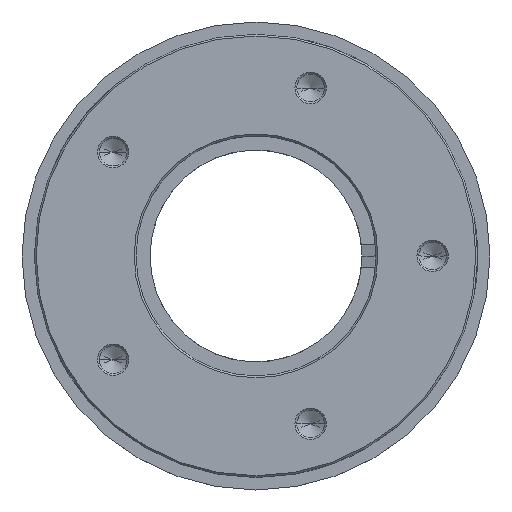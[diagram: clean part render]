
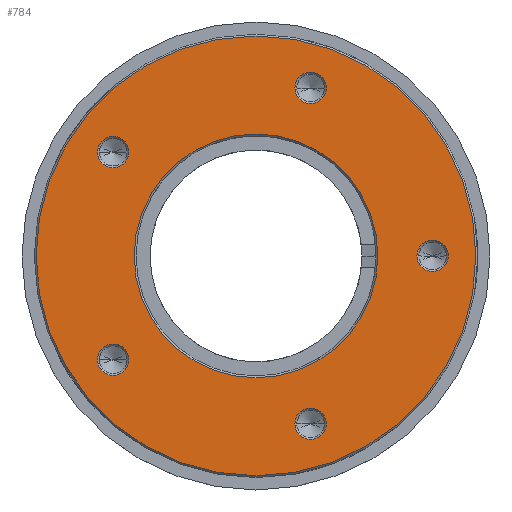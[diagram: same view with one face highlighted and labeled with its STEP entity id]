
A CAD part, top view. The second image highlights one B-rep face of the part: STEP entity #784.
In plain terms, the highlighted planar face has unit normal (0, 0, 1).
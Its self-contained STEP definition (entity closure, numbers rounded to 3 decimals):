
#12 = EDGE_LOOP ( 'NONE', ( #2879, #2793 ) ) ;
#37 = CARTESIAN_POINT ( 'NONE',  ( 0., 0., 7.5 ) ) ;
#51 = AXIS2_PLACEMENT_3D ( 'NONE', #1353, #1077, #2177 ) ;
#74 = EDGE_CURVE ( 'NONE', #3346, #3078, #2620, .T. ) ;
#76 = DIRECTION ( 'NONE',  ( 0., 0., -1. ) ) ;
#86 = CARTESIAN_POINT ( 'NONE',  ( -14.405, 11.756, 7.5 ) ) ;
#96 = DIRECTION ( 'NONE',  ( 1., 0., 0. ) ) ;
#115 = ORIENTED_EDGE ( 'NONE', *, *, #1240, .T. ) ;
#125 = DIRECTION ( 'NONE',  ( 0., 0., -1. ) ) ;
#128 = VERTEX_POINT ( 'NONE', #1375 ) ;
#131 = VERTEX_POINT ( 'NONE', #835 ) ;
#148 = DIRECTION ( 'NONE',  ( 0., 0., -1. ) ) ;
#176 = DIRECTION ( 'NONE',  ( 0., 0., -1. ) ) ;
#294 = VERTEX_POINT ( 'NONE', #86 ) ;
#297 = EDGE_CURVE ( 'NONE', #128, #3186, #2906, .T. ) ;
#310 = EDGE_LOOP ( 'NONE', ( #1956, #2989 ) ) ;
#317 = EDGE_CURVE ( 'NONE', #2107, #1106, #962, .T. ) ;
#331 = CIRCLE ( 'NONE', #1945, 1.775 ) ;
#335 = EDGE_CURVE ( 'NONE', #489, #2188, #3316, .T. ) ;
#439 = DIRECTION ( 'NONE',  ( 0., 0., 1. ) ) ;
#489 = VERTEX_POINT ( 'NONE', #2737 ) ;
#555 = EDGE_CURVE ( 'NONE', #294, #1614, #3090, .T. ) ;
#590 = EDGE_CURVE ( 'NONE', #131, #1052, #331, .T. ) ;
#600 = FACE_BOUND ( 'NONE', #3143, .T. ) ;
#604 = CARTESIAN_POINT ( 'NONE',  ( -14.405, -11.756, 7.5 ) ) ;
#615 = EDGE_LOOP ( 'NONE', ( #2432, #882 ) ) ;
#629 = CIRCLE ( 'NONE', #1899, 24.9 ) ;
#712 = DIRECTION ( 'NONE',  ( 0., 0., -1. ) ) ;
#784 = ADVANCED_FACE ( 'NONE', ( #1648, #821, #2206, #1922, #1414, #600, #2729 ), #837, .T. ) ;
#821 = FACE_BOUND ( 'NONE', #12, .T. ) ;
#835 = CARTESIAN_POINT ( 'NONE',  ( 7.955, 19.021, 7.5 ) ) ;
#837 = PLANE ( 'NONE',  #1722 ) ;
#849 = AXIS2_PLACEMENT_3D ( 'NONE', #2318, #176, #2052 ) ;
#882 = ORIENTED_EDGE ( 'NONE', *, *, #1858, .T. ) ;
#887 = DIRECTION ( 'NONE',  ( 1., 0., 0. ) ) ;
#903 = DIRECTION ( 'NONE',  ( 1., 0., 0. ) ) ;
#910 = EDGE_CURVE ( 'NONE', #2188, #489, #1951, .T. ) ;
#913 = EDGE_CURVE ( 'NONE', #3078, #3346, #1087, .T. ) ;
#962 = CIRCLE ( 'NONE', #849, 1.775 ) ;
#1052 = VERTEX_POINT ( 'NONE', #1107 ) ;
#1073 = CARTESIAN_POINT ( 'NONE',  ( 0., 0., 7.5 ) ) ;
#1076 = AXIS2_PLACEMENT_3D ( 'NONE', #3296, #2708, #2413 ) ;
#1077 = DIRECTION ( 'NONE',  ( 0., 0., -1. ) ) ;
#1079 = AXIS2_PLACEMENT_3D ( 'NONE', #3419, #125, #2352 ) ;
#1087 = CIRCLE ( 'NONE', #3492, 1.775 ) ;
#1106 = VERTEX_POINT ( 'NONE', #1124 ) ;
#1107 = CARTESIAN_POINT ( 'NONE',  ( 4.405, 19.021, 7.5 ) ) ;
#1124 = CARTESIAN_POINT ( 'NONE',  ( 21.775, 0., 7.5 ) ) ;
#1184 = DIRECTION ( 'NONE',  ( 0., 0., -1. ) ) ;
#1193 = ORIENTED_EDGE ( 'NONE', *, *, #297, .T. ) ;
#1206 = CIRCLE ( 'NONE', #51, 1.775 ) ;
#1240 = EDGE_CURVE ( 'NONE', #1614, #294, #2006, .T. ) ;
#1246 = CARTESIAN_POINT ( 'NONE',  ( 18.225, 0., 7.5 ) ) ;
#1255 = AXIS2_PLACEMENT_3D ( 'NONE', #2991, #2180, #3218 ) ;
#1287 = CARTESIAN_POINT ( 'NONE',  ( 13.8, 0., 7.5 ) ) ;
#1293 = DIRECTION ( 'NONE',  ( 1., 0., 0. ) ) ;
#1353 = CARTESIAN_POINT ( 'NONE',  ( 6.18, -19.021, 7.5 ) ) ;
#1375 = CARTESIAN_POINT ( 'NONE',  ( 4.405, -19.021, 7.5 ) ) ;
#1414 = FACE_BOUND ( 'NONE', #310, .T. ) ;
#1502 = CARTESIAN_POINT ( 'NONE',  ( -17.955, -11.756, 7.5 ) ) ;
#1545 = DIRECTION ( 'NONE',  ( 1., 0., 0. ) ) ;
#1614 = VERTEX_POINT ( 'NONE', #2560 ) ;
#1615 = AXIS2_PLACEMENT_3D ( 'NONE', #2451, #3555, #1293 ) ;
#1648 = FACE_OUTER_BOUND ( 'NONE', #615, .T. ) ;
#1700 = DIRECTION ( 'NONE',  ( 0., 0., 1. ) ) ;
#1722 = AXIS2_PLACEMENT_3D ( 'NONE', #37, #1700, #887 ) ;
#1734 = ORIENTED_EDGE ( 'NONE', *, *, #2769, .T. ) ;
#1738 = CARTESIAN_POINT ( 'NONE',  ( -16.18, -11.756, 7.5 ) ) ;
#1751 = DIRECTION ( 'NONE',  ( 0., 0., -1. ) ) ;
#1787 = ORIENTED_EDGE ( 'NONE', *, *, #590, .T. ) ;
#1813 = DIRECTION ( 'NONE',  ( 1., 0., 0. ) ) ;
#1825 = VERTEX_POINT ( 'NONE', #2169 ) ;
#1826 = CARTESIAN_POINT ( 'NONE',  ( 0., 0., 7.5 ) ) ;
#1857 = EDGE_CURVE ( 'NONE', #1106, #2107, #3505, .T. ) ;
#1858 = EDGE_CURVE ( 'NONE', #1825, #3370, #2242, .T. ) ;
#1899 = AXIS2_PLACEMENT_3D ( 'NONE', #1073, #439, #1545 ) ;
#1922 = FACE_BOUND ( 'NONE', #1967, .T. ) ;
#1945 = AXIS2_PLACEMENT_3D ( 'NONE', #3156, #1184, #2341 ) ;
#1951 = CIRCLE ( 'NONE', #3147, 13.8 ) ;
#1956 = ORIENTED_EDGE ( 'NONE', *, *, #1857, .T. ) ;
#1967 = EDGE_LOOP ( 'NONE', ( #1787, #1734 ) ) ;
#2006 = CIRCLE ( 'NONE', #3266, 1.775 ) ;
#2030 = CARTESIAN_POINT ( 'NONE',  ( 7.955, -19.021, 7.5 ) ) ;
#2052 = DIRECTION ( 'NONE',  ( 1., 0., 0. ) ) ;
#2069 = DIRECTION ( 'NONE',  ( 1., 0., 0. ) ) ;
#2107 = VERTEX_POINT ( 'NONE', #1246 ) ;
#2169 = CARTESIAN_POINT ( 'NONE',  ( 24.9, 0., 7.5 ) ) ;
#2177 = DIRECTION ( 'NONE',  ( 1., 0., 0. ) ) ;
#2180 = DIRECTION ( 'NONE',  ( 0., 0., -1. ) ) ;
#2188 = VERTEX_POINT ( 'NONE', #1287 ) ;
#2206 = FACE_BOUND ( 'NONE', #2999, .T. ) ;
#2227 = AXIS2_PLACEMENT_3D ( 'NONE', #3455, #1751, #2069 ) ;
#2242 = CIRCLE ( 'NONE', #3213, 24.9 ) ;
#2269 = DIRECTION ( 'NONE',  ( 0., 0., -1. ) ) ;
#2318 = CARTESIAN_POINT ( 'NONE',  ( 20., 0., 7.5 ) ) ;
#2341 = DIRECTION ( 'NONE',  ( 1., 0., 0. ) ) ;
#2350 = CARTESIAN_POINT ( 'NONE',  ( -24.9, 0., 7.5 ) ) ;
#2352 = DIRECTION ( 'NONE',  ( 1., 0., 0. ) ) ;
#2362 = ORIENTED_EDGE ( 'NONE', *, *, #74, .T. ) ;
#2378 = DIRECTION ( 'NONE',  ( 0., 0., 1. ) ) ;
#2413 = DIRECTION ( 'NONE',  ( 1., 0., 0. ) ) ;
#2432 = ORIENTED_EDGE ( 'NONE', *, *, #2889, .T. ) ;
#2451 = CARTESIAN_POINT ( 'NONE',  ( 20., 0., 7.5 ) ) ;
#2533 = EDGE_CURVE ( 'NONE', #3186, #128, #1206, .T. ) ;
#2540 = CARTESIAN_POINT ( 'NONE',  ( 0., 0., 7.5 ) ) ;
#2560 = CARTESIAN_POINT ( 'NONE',  ( -17.955, 11.756, 7.5 ) ) ;
#2583 = CIRCLE ( 'NONE', #3212, 1.775 ) ;
#2617 = CARTESIAN_POINT ( 'NONE',  ( 6.18, 19.021, 7.5 ) ) ;
#2620 = CIRCLE ( 'NONE', #1076, 1.775 ) ;
#2681 = ORIENTED_EDGE ( 'NONE', *, *, #913, .T. ) ;
#2708 = DIRECTION ( 'NONE',  ( 0., 0., -1. ) ) ;
#2729 = FACE_BOUND ( 'NONE', #2868, .T. ) ;
#2737 = CARTESIAN_POINT ( 'NONE',  ( -13.8, 0., 7.5 ) ) ;
#2769 = EDGE_CURVE ( 'NONE', #1052, #131, #2583, .T. ) ;
#2793 = ORIENTED_EDGE ( 'NONE', *, *, #335, .T. ) ;
#2806 = CARTESIAN_POINT ( 'NONE',  ( -16.18, 11.756, 7.5 ) ) ;
#2868 = EDGE_LOOP ( 'NONE', ( #2681, #2362 ) ) ;
#2879 = ORIENTED_EDGE ( 'NONE', *, *, #910, .T. ) ;
#2889 = EDGE_CURVE ( 'NONE', #3370, #1825, #629, .T. ) ;
#2906 = CIRCLE ( 'NONE', #1079, 1.775 ) ;
#2989 = ORIENTED_EDGE ( 'NONE', *, *, #317, .T. ) ;
#2991 = CARTESIAN_POINT ( 'NONE',  ( -16.18, 11.756, 7.5 ) ) ;
#2999 = EDGE_LOOP ( 'NONE', ( #3439, #115 ) ) ;
#3004 = ORIENTED_EDGE ( 'NONE', *, *, #2533, .T. ) ;
#3078 = VERTEX_POINT ( 'NONE', #604 ) ;
#3090 = CIRCLE ( 'NONE', #1255, 1.775 ) ;
#3143 = EDGE_LOOP ( 'NONE', ( #3004, #1193 ) ) ;
#3147 = AXIS2_PLACEMENT_3D ( 'NONE', #2540, #2269, #3407 ) ;
#3156 = CARTESIAN_POINT ( 'NONE',  ( 6.18, 19.021, 7.5 ) ) ;
#3186 = VERTEX_POINT ( 'NONE', #2030 ) ;
#3212 = AXIS2_PLACEMENT_3D ( 'NONE', #2617, #148, #96 ) ;
#3213 = AXIS2_PLACEMENT_3D ( 'NONE', #1826, #2378, #3479 ) ;
#3218 = DIRECTION ( 'NONE',  ( 1., 0., 0. ) ) ;
#3266 = AXIS2_PLACEMENT_3D ( 'NONE', #2806, #712, #1813 ) ;
#3296 = CARTESIAN_POINT ( 'NONE',  ( -16.18, -11.756, 7.5 ) ) ;
#3316 = CIRCLE ( 'NONE', #2227, 13.8 ) ;
#3346 = VERTEX_POINT ( 'NONE', #1502 ) ;
#3370 = VERTEX_POINT ( 'NONE', #2350 ) ;
#3407 = DIRECTION ( 'NONE',  ( 1., 0., 0. ) ) ;
#3419 = CARTESIAN_POINT ( 'NONE',  ( 6.18, -19.021, 7.5 ) ) ;
#3439 = ORIENTED_EDGE ( 'NONE', *, *, #555, .T. ) ;
#3455 = CARTESIAN_POINT ( 'NONE',  ( 0., 0., 7.5 ) ) ;
#3479 = DIRECTION ( 'NONE',  ( 1., 0., 0. ) ) ;
#3492 = AXIS2_PLACEMENT_3D ( 'NONE', #1738, #76, #903 ) ;
#3505 = CIRCLE ( 'NONE', #1615, 1.775 ) ;
#3555 = DIRECTION ( 'NONE',  ( 0., 0., -1. ) ) ;
